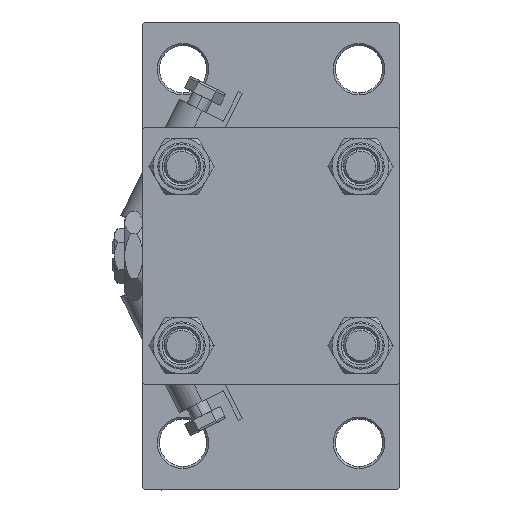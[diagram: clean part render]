
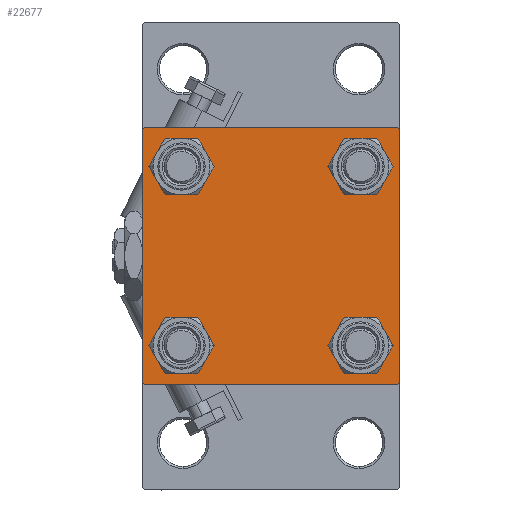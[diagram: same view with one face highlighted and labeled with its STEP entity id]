
A CAD part, left-side view. The second image highlights one B-rep face of the part: STEP entity #22677.
In plain terms, the highlighted planar face has unit normal (-1, 0, 0).
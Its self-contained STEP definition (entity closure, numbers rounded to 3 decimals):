
#43 = CIRCLE ( 'NONE', #30982, 4.5 ) ;
#92 = CARTESIAN_POINT ( 'NONE',  ( 0., 30., 30. ) ) ;
#537 = VECTOR ( 'NONE', #44720, 1000. ) ;
#660 = VERTEX_POINT ( 'NONE', #21913 ) ;
#1193 = CARTESIAN_POINT ( 'NONE',  ( 0., 30., 29.5 ) ) ;
#1839 = CARTESIAN_POINT ( 'NONE',  ( 0., -20.85, 20.85 ) ) ;
#2012 = EDGE_LOOP ( 'NONE', ( #27649, #49144 ) ) ;
#2752 = EDGE_CURVE ( 'NONE', #660, #50197, #44732, .T. ) ;
#3801 = DIRECTION ( 'NONE',  ( 1., 0., 0. ) ) ;
#3833 = VERTEX_POINT ( 'NONE', #42093 ) ;
#3880 = CARTESIAN_POINT ( 'NONE',  ( 0., -29.75, -29.75 ) ) ;
#4009 = CIRCLE ( 'NONE', #11745, 4.5 ) ;
#4957 = EDGE_CURVE ( 'NONE', #24377, #11501, #39126, .T. ) ;
#5495 = EDGE_CURVE ( 'NONE', #43469, #29005, #19149, .T. ) ;
#5958 = FACE_BOUND ( 'NONE', #2012, .T. ) ;
#6725 = CARTESIAN_POINT ( 'NONE',  ( 0., -20.85, 20.85 ) ) ;
#6799 = DIRECTION ( 'NONE',  ( 0., 0., 1. ) ) ;
#7246 = CARTESIAN_POINT ( 'NONE',  ( 0., -30., 30. ) ) ;
#7602 = EDGE_LOOP ( 'NONE', ( #38883, #41554, #17109, #43202, #41291, #14977, #43545, #36329 ) ) ;
#7611 = LINE ( 'NONE', #92, #537 ) ;
#7616 = CARTESIAN_POINT ( 'NONE',  ( 0., 20.85, 16.35 ) ) ;
#7650 = DIRECTION ( 'NONE',  ( 0., -0.707, 0.707 ) ) ;
#7910 = EDGE_CURVE ( 'NONE', #16654, #36236, #4009, .T. ) ;
#8832 = EDGE_CURVE ( 'NONE', #43469, #50197, #39943, .T. ) ;
#9227 = DIRECTION ( 'NONE',  ( 1., 0., 0. ) ) ;
#9382 = AXIS2_PLACEMENT_3D ( 'NONE', #35936, #20312, #45320 ) ;
#9462 = VERTEX_POINT ( 'NONE', #34646 ) ;
#9677 = ORIENTED_EDGE ( 'NONE', *, *, #7910, .T. ) ;
#10016 = VERTEX_POINT ( 'NONE', #26455 ) ;
#10257 = FACE_OUTER_BOUND ( 'NONE', #7602, .T. ) ;
#11024 = DIRECTION ( 'NONE',  ( 1., 0., 0. ) ) ;
#11468 = EDGE_CURVE ( 'NONE', #660, #49157, #43828, .T. ) ;
#11501 = VERTEX_POINT ( 'NONE', #33313 ) ;
#11745 = AXIS2_PLACEMENT_3D ( 'NONE', #40663, #3801, #37159 ) ;
#12652 = ORIENTED_EDGE ( 'NONE', *, *, #40458, .T. ) ;
#13230 = CARTESIAN_POINT ( 'NONE',  ( 0., 29.5, -30. ) ) ;
#14017 = FACE_BOUND ( 'NONE', #30165, .T. ) ;
#14977 = ORIENTED_EDGE ( 'NONE', *, *, #2752, .T. ) ;
#15405 = CIRCLE ( 'NONE', #9382, 4.5 ) ;
#15423 = CIRCLE ( 'NONE', #25020, 4.5 ) ;
#16462 = CARTESIAN_POINT ( 'NONE',  ( 0., 29.75, -29.75 ) ) ;
#16654 = VERTEX_POINT ( 'NONE', #37789 ) ;
#17109 = ORIENTED_EDGE ( 'NONE', *, *, #4957, .T. ) ;
#18157 = CARTESIAN_POINT ( 'NONE',  ( 0., 30., -30. ) ) ;
#18225 = DIRECTION ( 'NONE',  ( 1., 0., 0. ) ) ;
#18410 = DIRECTION ( 'NONE',  ( 0., -1., 0. ) ) ;
#18645 = VECTOR ( 'NONE', #35100, 1000. ) ;
#18790 = CARTESIAN_POINT ( 'NONE',  ( 0., -29.5, 30. ) ) ;
#19149 = LINE ( 'NONE', #39066, #22806 ) ;
#20312 = DIRECTION ( 'NONE',  ( 1., 0., 0. ) ) ;
#20410 = CARTESIAN_POINT ( 'NONE',  ( 0., -20.85, -16.35 ) ) ;
#20462 = VECTOR ( 'NONE', #28222, 1000. ) ;
#21913 = CARTESIAN_POINT ( 'NONE',  ( 0., -30., 29.5 ) ) ;
#22492 = DIRECTION ( 'NONE',  ( 0., 0., 1. ) ) ;
#22677 = ADVANCED_FACE ( 'NONE', ( #51129, #14017, #35272, #5958, #10257 ), #25884, .T. ) ;
#22806 = VECTOR ( 'NONE', #48190, 1000. ) ;
#22991 = CARTESIAN_POINT ( 'NONE',  ( 0., 30., 30. ) ) ;
#23093 = EDGE_LOOP ( 'NONE', ( #27684, #45491 ) ) ;
#23094 = CARTESIAN_POINT ( 'NONE',  ( 0., -30., -29.5 ) ) ;
#24377 = VERTEX_POINT ( 'NONE', #13230 ) ;
#24951 = CIRCLE ( 'NONE', #30076, 4.5 ) ;
#24953 = CARTESIAN_POINT ( 'NONE',  ( 0., 29.5, 30. ) ) ;
#25020 = AXIS2_PLACEMENT_3D ( 'NONE', #1839, #18225, #46742 ) ;
#25418 = VERTEX_POINT ( 'NONE', #51779 ) ;
#25449 = VECTOR ( 'NONE', #44471, 1000. ) ;
#25884 = PLANE ( 'NONE',  #35437 ) ;
#26010 = ORIENTED_EDGE ( 'NONE', *, *, #38041, .T. ) ;
#26455 = CARTESIAN_POINT ( 'NONE',  ( 0., -20.85, 25.35 ) ) ;
#26600 = EDGE_CURVE ( 'NONE', #46922, #52470, #40041, .T. ) ;
#27649 = ORIENTED_EDGE ( 'NONE', *, *, #34927, .T. ) ;
#27684 = ORIENTED_EDGE ( 'NONE', *, *, #52615, .T. ) ;
#28222 = DIRECTION ( 'NONE',  ( 0., 0., -1. ) ) ;
#29005 = VERTEX_POINT ( 'NONE', #1193 ) ;
#29287 = CARTESIAN_POINT ( 'NONE',  ( 0., 20.85, -20.85 ) ) ;
#30076 = AXIS2_PLACEMENT_3D ( 'NONE', #29287, #32803, #45147 ) ;
#30098 = VERTEX_POINT ( 'NONE', #7616 ) ;
#30165 = EDGE_LOOP ( 'NONE', ( #12652, #45592 ) ) ;
#30706 = DIRECTION ( 'NONE',  ( 0., 0., 1. ) ) ;
#30982 = AXIS2_PLACEMENT_3D ( 'NONE', #33973, #9227, #42314 ) ;
#31097 = CARTESIAN_POINT ( 'NONE',  ( 0., -20.85, -20.85 ) ) ;
#32784 = EDGE_CURVE ( 'NONE', #30098, #25418, #15405, .T. ) ;
#32803 = DIRECTION ( 'NONE',  ( 1., 0., 0. ) ) ;
#33313 = CARTESIAN_POINT ( 'NONE',  ( 0., -29.5, -30. ) ) ;
#33973 = CARTESIAN_POINT ( 'NONE',  ( 0., 20.85, 20.85 ) ) ;
#34646 = CARTESIAN_POINT ( 'NONE',  ( 0., -20.85, 16.35 ) ) ;
#34927 = EDGE_CURVE ( 'NONE', #25418, #30098, #43, .T. ) ;
#35100 = DIRECTION ( 'NONE',  ( 0., -1., 0. ) ) ;
#35272 = FACE_BOUND ( 'NONE', #42441, .T. ) ;
#35437 = AXIS2_PLACEMENT_3D ( 'NONE', #43333, #38780, #30706 ) ;
#35936 = CARTESIAN_POINT ( 'NONE',  ( 0., 20.85, 20.85 ) ) ;
#36230 = AXIS2_PLACEMENT_3D ( 'NONE', #31097, #46948, #22492 ) ;
#36236 = VERTEX_POINT ( 'NONE', #52558 ) ;
#36329 = ORIENTED_EDGE ( 'NONE', *, *, #5495, .T. ) ;
#36665 = CARTESIAN_POINT ( 'NONE',  ( 0., -29.75, 29.75 ) ) ;
#37159 = DIRECTION ( 'NONE',  ( 0., 0., 1. ) ) ;
#37467 = AXIS2_PLACEMENT_3D ( 'NONE', #46691, #43651, #6799 ) ;
#37789 = CARTESIAN_POINT ( 'NONE',  ( 0., 20.85, -16.35 ) ) ;
#38041 = EDGE_CURVE ( 'NONE', #36236, #16654, #24951, .T. ) ;
#38780 = DIRECTION ( 'NONE',  ( -1., 0., 0. ) ) ;
#38883 = ORIENTED_EDGE ( 'NONE', *, *, #47788, .T. ) ;
#39066 = CARTESIAN_POINT ( 'NONE',  ( 0., 29.75, 29.75 ) ) ;
#39126 = LINE ( 'NONE', #18157, #42552 ) ;
#39943 = LINE ( 'NONE', #22991, #18645 ) ;
#40041 = CIRCLE ( 'NONE', #37467, 4.5 ) ;
#40458 = EDGE_CURVE ( 'NONE', #52470, #46922, #41376, .T. ) ;
#40535 = AXIS2_PLACEMENT_3D ( 'NONE', #6725, #11024, #47865 ) ;
#40663 = CARTESIAN_POINT ( 'NONE',  ( 0., 20.85, -20.85 ) ) ;
#41291 = ORIENTED_EDGE ( 'NONE', *, *, #11468, .F. ) ;
#41376 = CIRCLE ( 'NONE', #36230, 4.5 ) ;
#41554 = ORIENTED_EDGE ( 'NONE', *, *, #44608, .T. ) ;
#42022 = CARTESIAN_POINT ( 'NONE',  ( 0., -20.85, -25.35 ) ) ;
#42037 = EDGE_CURVE ( 'NONE', #9462, #10016, #46550, .T. ) ;
#42093 = CARTESIAN_POINT ( 'NONE',  ( 0., 30., -29.5 ) ) ;
#42314 = DIRECTION ( 'NONE',  ( 0., 0., 1. ) ) ;
#42441 = EDGE_LOOP ( 'NONE', ( #9677, #26010 ) ) ;
#42552 = VECTOR ( 'NONE', #18410, 1000. ) ;
#43202 = ORIENTED_EDGE ( 'NONE', *, *, #51801, .T. ) ;
#43233 = VECTOR ( 'NONE', #52523, 1000. ) ;
#43333 = CARTESIAN_POINT ( 'NONE',  ( 0., 0., 0. ) ) ;
#43469 = VERTEX_POINT ( 'NONE', #24953 ) ;
#43545 = ORIENTED_EDGE ( 'NONE', *, *, #8832, .F. ) ;
#43651 = DIRECTION ( 'NONE',  ( 1., 0., 0. ) ) ;
#43828 = LINE ( 'NONE', #7246, #20462 ) ;
#44471 = DIRECTION ( 'NONE',  ( 0., 0.707, 0.707 ) ) ;
#44500 = LINE ( 'NONE', #3880, #45571 ) ;
#44608 = EDGE_CURVE ( 'NONE', #3833, #24377, #48742, .T. ) ;
#44720 = DIRECTION ( 'NONE',  ( 0., 0., -1. ) ) ;
#44732 = LINE ( 'NONE', #36665, #25449 ) ;
#45147 = DIRECTION ( 'NONE',  ( 0., 0., 1. ) ) ;
#45320 = DIRECTION ( 'NONE',  ( 0., 0., 1. ) ) ;
#45491 = ORIENTED_EDGE ( 'NONE', *, *, #42037, .T. ) ;
#45571 = VECTOR ( 'NONE', #7650, 1000. ) ;
#45592 = ORIENTED_EDGE ( 'NONE', *, *, #26600, .T. ) ;
#46550 = CIRCLE ( 'NONE', #40535, 4.5 ) ;
#46691 = CARTESIAN_POINT ( 'NONE',  ( 0., -20.85, -20.85 ) ) ;
#46742 = DIRECTION ( 'NONE',  ( 0., 0., 1. ) ) ;
#46922 = VERTEX_POINT ( 'NONE', #42022 ) ;
#46948 = DIRECTION ( 'NONE',  ( 1., 0., 0. ) ) ;
#47788 = EDGE_CURVE ( 'NONE', #29005, #3833, #7611, .T. ) ;
#47865 = DIRECTION ( 'NONE',  ( 0., 0., 1. ) ) ;
#48190 = DIRECTION ( 'NONE',  ( 0., 0.707, -0.707 ) ) ;
#48742 = LINE ( 'NONE', #16462, #43233 ) ;
#49144 = ORIENTED_EDGE ( 'NONE', *, *, #32784, .T. ) ;
#49157 = VERTEX_POINT ( 'NONE', #23094 ) ;
#50197 = VERTEX_POINT ( 'NONE', #18790 ) ;
#51129 = FACE_BOUND ( 'NONE', #23093, .T. ) ;
#51779 = CARTESIAN_POINT ( 'NONE',  ( 0., 20.85, 25.35 ) ) ;
#51801 = EDGE_CURVE ( 'NONE', #11501, #49157, #44500, .T. ) ;
#52470 = VERTEX_POINT ( 'NONE', #20410 ) ;
#52523 = DIRECTION ( 'NONE',  ( 0., -0.707, -0.707 ) ) ;
#52558 = CARTESIAN_POINT ( 'NONE',  ( 0., 20.85, -25.35 ) ) ;
#52615 = EDGE_CURVE ( 'NONE', #10016, #9462, #15423, .T. ) ;
